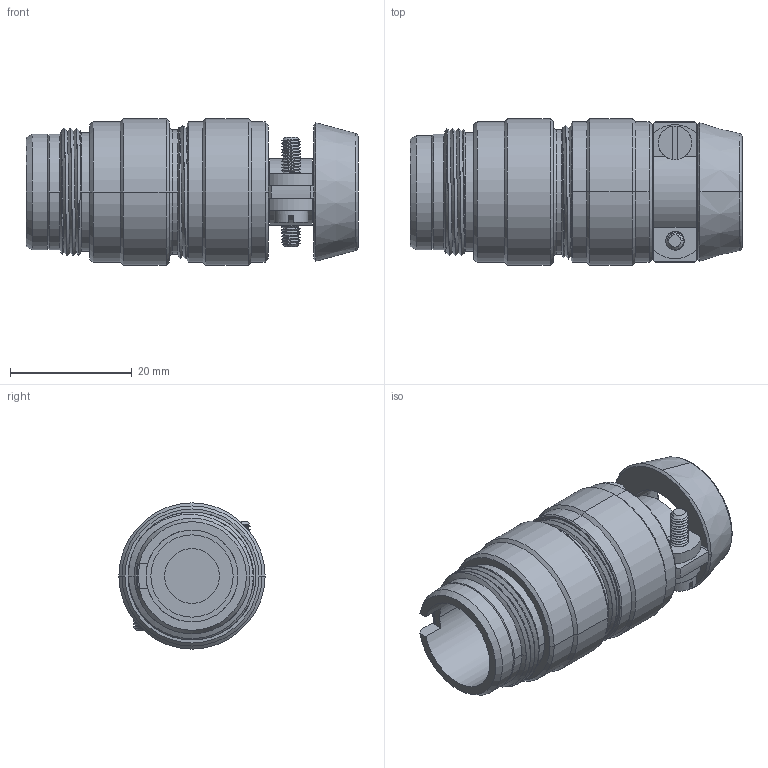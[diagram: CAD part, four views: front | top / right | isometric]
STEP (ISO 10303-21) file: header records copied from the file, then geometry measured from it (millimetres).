
FILE_DESCRIPTION((''),'2;1');
FILE_NAME('13302PES2','2018-03-26T10:42:14',('cgregory'),('NET AG system integration'),'CREO PARAMETRIC BY PTC INC, 2017260','CREO PARAMETRIC BY PTC INC, 2017260','');
FILE_SCHEMA(('AUTOMOTIVE_DESIGN { 1 0 10303 214 1 1 1 1 }'));
Length unit declared in the file: millimetre
Products named in the file (1): 13302PES2
Bounding box: 54.5 x 24 x 24 mm (x, y, z)
Volume: 11333.4 mm3; surface area: 11703.6 mm2
Topology: 1 solids, 2 shells, 338 faces, 918 edges, 579 vertices
Faces by surface type: cylinder 159, plane 62, bspline 54, cone 52, torus 11
Entity records: 30614 total; most frequent: CARTESIAN_POINT 21240, ORIENTED_EDGE 1836, DIRECTION 1375, EDGE_CURVE 918, VERTEX_POINT 579, AXIS2_PLACEMENT_3D 515, EDGE_LOOP 353, B_SPLINE_CURVE_WITH_KNOTS 350
